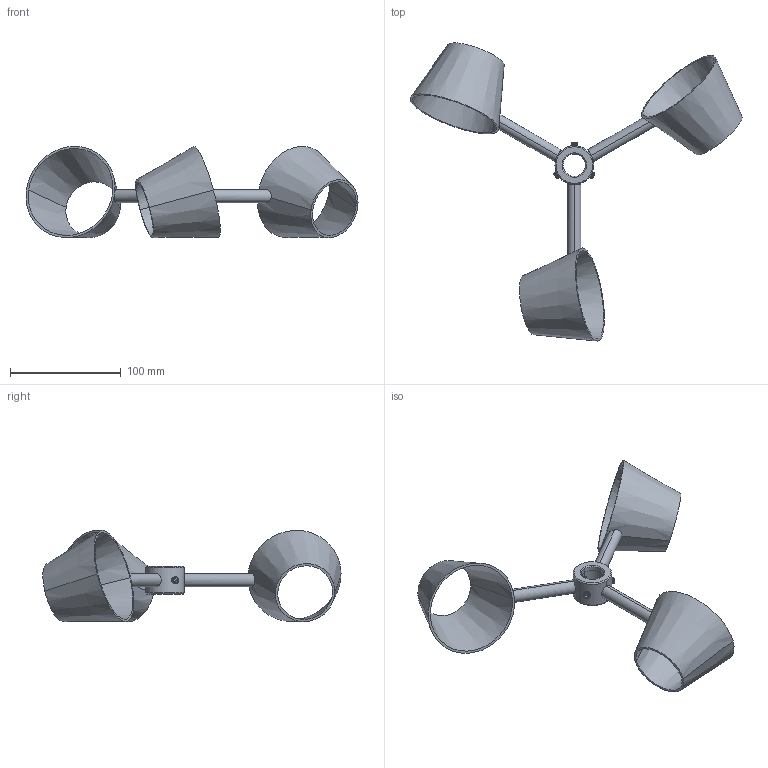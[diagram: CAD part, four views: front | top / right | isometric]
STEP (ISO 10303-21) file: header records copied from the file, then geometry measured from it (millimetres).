
FILE_DESCRIPTION (( 'STEP AP214' ), '1' );
FILE_NAME ('eco-Cup 320x20m.STEP', '2022-09-14T12:24:10', ( '' ), ( '' ), 'SwSTEP 2.0', 'SolidWorks 2022', '' );
FILE_SCHEMA (( 'AUTOMOTIVE_DESIGN' ));
Length unit declared in the file: millimetre
Products named in the file (5): Becher_eco-Cup 320_; Rührarm_D12_DIN11852; Scheibenabe_35x20; DIN 913 - M6 x 10-S_DIN 913 - M6 x 10-S; eco-Cup 320x20m
Assembly tree (10 placements, depth 2):
  eco-Cup 320x20m
    Scheibenabe_35x20
    Rührarm_D12_DIN11852  x3
    Becher_eco-Cup 320_  x3
    DIN 913 - M6 x 10-S_DIN 913 - M6 x 10-S  x3
Bounding box: 299.12 x 268.66 x 82.2 mm (x, y, z)
Volume: 112760.3 mm3; surface area: 93378.4 mm2
Topology: 10 solids, 10 shells, 271 faces, 670 edges, 420 vertices
Faces by surface type: cone 156, cylinder 74, plane 41
Entity records: 3820 total; most frequent: CARTESIAN_POINT 918, DIRECTION 634, ORIENTED_EDGE 532, EDGE_CURVE 266, AXIS2_PLACEMENT_3D 260, VERTEX_POINT 164, CIRCLE 138, EDGE_LOOP 118
